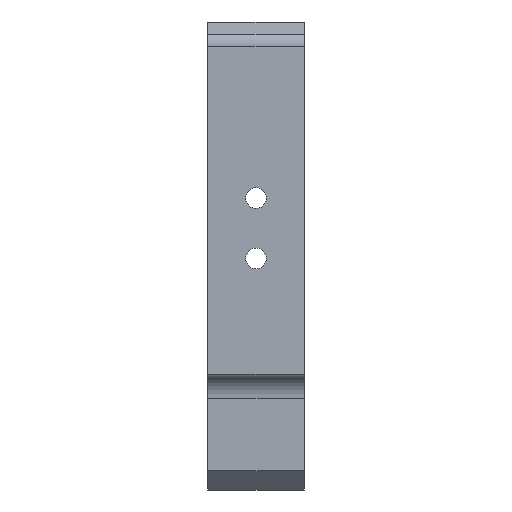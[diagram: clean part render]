
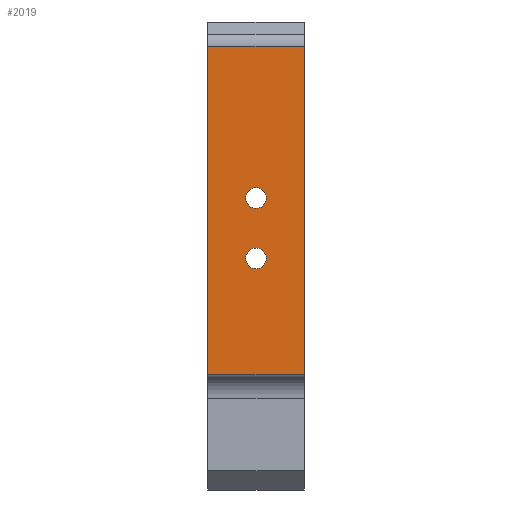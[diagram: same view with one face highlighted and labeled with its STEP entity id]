
A CAD part, front view. The second image highlights one B-rep face of the part: STEP entity #2019.
In plain terms, the highlighted planar face has unit normal (0, -1, 0).
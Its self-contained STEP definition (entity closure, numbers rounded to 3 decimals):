
#62 = AXIS2_PLACEMENT_3D ( 'NONE', #305, #1421, #251 ) ;
#181 = DIRECTION ( 'NONE',  ( 0., -1., 0. ) ) ;
#251 = DIRECTION ( 'NONE',  ( 0., 0., 1. ) ) ;
#303 = CIRCLE ( 'NONE', #1072, 2.15 ) ;
#305 = CARTESIAN_POINT ( 'NONE',  ( 0., -20., 0. ) ) ;
#332 = LINE ( 'NONE', #2397, #1860 ) ;
#340 = CIRCLE ( 'NONE', #871, 2.15 ) ;
#349 = ORIENTED_EDGE ( 'NONE', *, *, #702, .F. ) ;
#403 = DIRECTION ( 'NONE',  ( 0., 0., -1. ) ) ;
#404 = CARTESIAN_POINT ( 'NONE',  ( 10., -20., 56.15 ) ) ;
#410 = LINE ( 'NONE', #2859, #1502 ) ;
#419 = DIRECTION ( 'NONE',  ( 0., -1., 0. ) ) ;
#435 = DIRECTION ( 'NONE',  ( 0., 0., -1. ) ) ;
#468 = ORIENTED_EDGE ( 'NONE', *, *, #943, .T. ) ;
#501 = CARTESIAN_POINT ( 'NONE',  ( 20., -20., 30. ) ) ;
#514 = FACE_OUTER_BOUND ( 'NONE', #1712, .T. ) ;
#527 = FACE_BOUND ( 'NONE', #938, .T. ) ;
#571 = CARTESIAN_POINT ( 'NONE',  ( 10., -20., 54. ) ) ;
#572 = DIRECTION ( 'NONE',  ( 0., 0., -1. ) ) ;
#602 = ORIENTED_EDGE ( 'NONE', *, *, #2082, .T. ) ;
#604 = EDGE_LOOP ( 'NONE', ( #2116, #349 ) ) ;
#647 = VERTEX_POINT ( 'NONE', #404 ) ;
#679 = ORIENTED_EDGE ( 'NONE', *, *, #2816, .T. ) ;
#683 = CARTESIAN_POINT ( 'NONE',  ( 20., -20., 98. ) ) ;
#702 = EDGE_CURVE ( 'NONE', #1980, #2907, #303, .T. ) ;
#744 = CARTESIAN_POINT ( 'NONE',  ( 0., -20., 30. ) ) ;
#810 = DIRECTION ( 'NONE',  ( 0., -1., 0. ) ) ;
#813 = VERTEX_POINT ( 'NONE', #683 ) ;
#867 = VERTEX_POINT ( 'NONE', #1558 ) ;
#871 = AXIS2_PLACEMENT_3D ( 'NONE', #1362, #181, #435 ) ;
#938 = EDGE_LOOP ( 'NONE', ( #1236, #1872 ) ) ;
#943 = EDGE_CURVE ( 'NONE', #1097, #867, #2743, .T. ) ;
#1010 = AXIS2_PLACEMENT_3D ( 'NONE', #571, #810, #2380 ) ;
#1068 = VERTEX_POINT ( 'NONE', #1751 ) ;
#1072 = AXIS2_PLACEMENT_3D ( 'NONE', #2224, #2601, #572 ) ;
#1097 = VERTEX_POINT ( 'NONE', #1737 ) ;
#1236 = ORIENTED_EDGE ( 'NONE', *, *, #2275, .F. ) ;
#1241 = CIRCLE ( 'NONE', #2378, 2.15 ) ;
#1362 = CARTESIAN_POINT ( 'NONE',  ( 10., -20., 66.5 ) ) ;
#1397 = VECTOR ( 'NONE', #1627, 1000. ) ;
#1421 = DIRECTION ( 'NONE',  ( 0., 1., 0. ) ) ;
#1435 = PLANE ( 'NONE',  #62 ) ;
#1502 = VECTOR ( 'NONE', #2642, 1000. ) ;
#1558 = CARTESIAN_POINT ( 'NONE',  ( 20., -20., 30. ) ) ;
#1574 = ORIENTED_EDGE ( 'NONE', *, *, #2905, .T. ) ;
#1619 = DIRECTION ( 'NONE',  ( 0., 0., -1. ) ) ;
#1627 = DIRECTION ( 'NONE',  ( 1., 0., 0. ) ) ;
#1712 = EDGE_LOOP ( 'NONE', ( #679, #468, #1574, #602 ) ) ;
#1737 = CARTESIAN_POINT ( 'NONE',  ( 0., -20., 30. ) ) ;
#1751 = CARTESIAN_POINT ( 'NONE',  ( 0., -20., 98. ) ) ;
#1802 = EDGE_CURVE ( 'NONE', #2907, #1980, #340, .T. ) ;
#1850 = CIRCLE ( 'NONE', #1010, 2.15 ) ;
#1860 = VECTOR ( 'NONE', #2413, 1000. ) ;
#1872 = ORIENTED_EDGE ( 'NONE', *, *, #2100, .F. ) ;
#1980 = VERTEX_POINT ( 'NONE', #2747 ) ;
#2019 = ADVANCED_FACE ( 'NONE', ( #2544, #527, #514 ), #1435, .F. ) ;
#2082 = EDGE_CURVE ( 'NONE', #813, #1068, #332, .T. ) ;
#2100 = EDGE_CURVE ( 'NONE', #2564, #647, #1850, .T. ) ;
#2116 = ORIENTED_EDGE ( 'NONE', *, *, #1802, .F. ) ;
#2143 = VECTOR ( 'NONE', #1619, 1000. ) ;
#2152 = CARTESIAN_POINT ( 'NONE',  ( 10., -20., 68.65 ) ) ;
#2224 = CARTESIAN_POINT ( 'NONE',  ( 10., -20., 66.5 ) ) ;
#2275 = EDGE_CURVE ( 'NONE', #647, #2564, #1241, .T. ) ;
#2378 = AXIS2_PLACEMENT_3D ( 'NONE', #2446, #419, #403 ) ;
#2380 = DIRECTION ( 'NONE',  ( 0., 0., -1. ) ) ;
#2397 = CARTESIAN_POINT ( 'NONE',  ( 0., -20., 98. ) ) ;
#2413 = DIRECTION ( 'NONE',  ( -1., 0., 0. ) ) ;
#2440 = CARTESIAN_POINT ( 'NONE',  ( 10., -20., 51.85 ) ) ;
#2446 = CARTESIAN_POINT ( 'NONE',  ( 10., -20., 54. ) ) ;
#2544 = FACE_BOUND ( 'NONE', #604, .T. ) ;
#2564 = VERTEX_POINT ( 'NONE', #2440 ) ;
#2601 = DIRECTION ( 'NONE',  ( 0., -1., 0. ) ) ;
#2642 = DIRECTION ( 'NONE',  ( 0., 0., 1. ) ) ;
#2739 = LINE ( 'NONE', #744, #2143 ) ;
#2743 = LINE ( 'NONE', #501, #1397 ) ;
#2747 = CARTESIAN_POINT ( 'NONE',  ( 10., -20., 64.35 ) ) ;
#2816 = EDGE_CURVE ( 'NONE', #1068, #1097, #2739, .T. ) ;
#2859 = CARTESIAN_POINT ( 'NONE',  ( 20., -20., 98. ) ) ;
#2905 = EDGE_CURVE ( 'NONE', #867, #813, #410, .T. ) ;
#2907 = VERTEX_POINT ( 'NONE', #2152 ) ;
